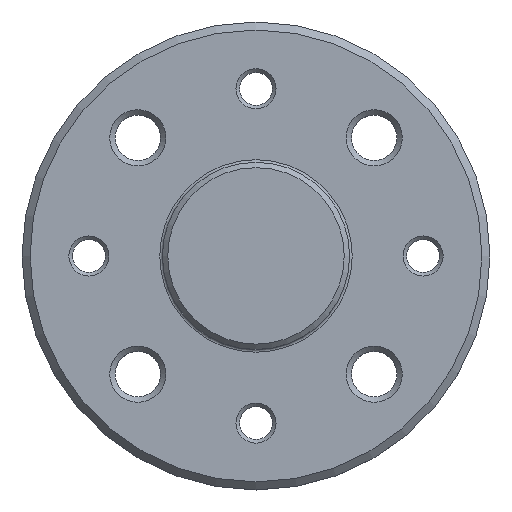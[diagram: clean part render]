
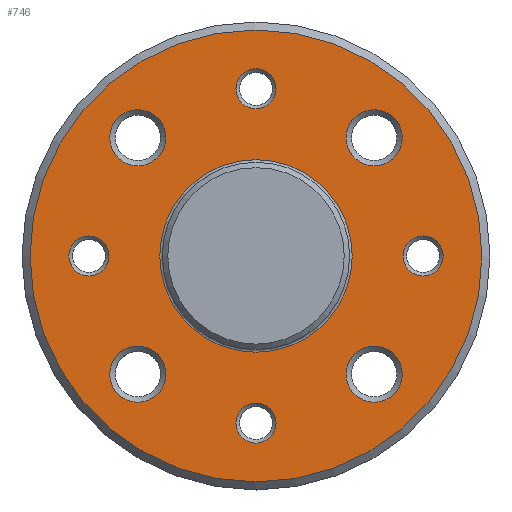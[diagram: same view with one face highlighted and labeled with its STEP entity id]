
A CAD part, top view. The second image highlights one B-rep face of the part: STEP entity #746.
In plain terms, the highlighted planar face has unit normal (0, 0, 1).
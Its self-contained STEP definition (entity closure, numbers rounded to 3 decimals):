
#92=PLANE('',#841);
#129=ORIENTED_EDGE('',*,*,#284,.F.);
#130=ORIENTED_EDGE('',*,*,#285,.F.);
#131=ORIENTED_EDGE('',*,*,#286,.T.);
#132=ORIENTED_EDGE('',*,*,#287,.T.);
#133=ORIENTED_EDGE('',*,*,#288,.T.);
#134=ORIENTED_EDGE('',*,*,#289,.T.);
#135=ORIENTED_EDGE('',*,*,#290,.F.);
#136=ORIENTED_EDGE('',*,*,#283,.T.);
#137=ORIENTED_EDGE('',*,*,#291,.F.);
#138=ORIENTED_EDGE('',*,*,#292,.F.);
#283=EDGE_CURVE('',#362,#362,#426,.T.);
#284=EDGE_CURVE('',#363,#363,#427,.T.);
#285=EDGE_CURVE('',#364,#364,#428,.F.);
#286=EDGE_CURVE('',#365,#365,#429,.T.);
#287=EDGE_CURVE('',#366,#366,#430,.T.);
#288=EDGE_CURVE('',#367,#367,#431,.T.);
#289=EDGE_CURVE('',#368,#368,#432,.T.);
#290=EDGE_CURVE('',#369,#369,#433,.T.);
#291=EDGE_CURVE('',#370,#370,#434,.T.);
#292=EDGE_CURVE('',#371,#371,#435,.T.);
#362=VERTEX_POINT('',#1275);
#363=VERTEX_POINT('',#1278);
#364=VERTEX_POINT('',#1280);
#365=VERTEX_POINT('',#1282);
#366=VERTEX_POINT('',#1284);
#367=VERTEX_POINT('',#1286);
#368=VERTEX_POINT('',#1288);
#369=VERTEX_POINT('',#1290);
#370=VERTEX_POINT('',#1292);
#371=VERTEX_POINT('',#1294);
#426=CIRCLE('',#840,7.2);
#427=CIRCLE('',#842,16.9);
#428=CIRCLE('',#843,1.5);
#429=CIRCLE('',#844,2.1);
#430=CIRCLE('',#845,2.1);
#431=CIRCLE('',#846,2.1);
#432=CIRCLE('',#847,2.1);
#433=CIRCLE('',#848,1.5);
#434=CIRCLE('',#849,1.5);
#435=CIRCLE('',#850,1.5);
#491=EDGE_LOOP('',(#129));
#492=EDGE_LOOP('',(#130));
#493=EDGE_LOOP('',(#131));
#494=EDGE_LOOP('',(#132));
#495=EDGE_LOOP('',(#133));
#496=EDGE_LOOP('',(#134));
#497=EDGE_LOOP('',(#135));
#498=EDGE_LOOP('',(#136));
#499=EDGE_LOOP('',(#137));
#500=EDGE_LOOP('',(#138));
#615=FACE_BOUND('',#491,.T.);
#616=FACE_BOUND('',#492,.T.);
#617=FACE_BOUND('',#493,.T.);
#618=FACE_BOUND('',#494,.T.);
#619=FACE_BOUND('',#495,.T.);
#620=FACE_BOUND('',#496,.T.);
#621=FACE_BOUND('',#497,.T.);
#622=FACE_BOUND('',#498,.T.);
#623=FACE_BOUND('',#499,.T.);
#624=FACE_BOUND('',#500,.T.);
#746=ADVANCED_FACE('',(#615,#616,#617,#618,#619,#620,#621,#622,#623,#624),
#92,.F.);
#840=AXIS2_PLACEMENT_3D('',#1274,#975,#976);
#841=AXIS2_PLACEMENT_3D('',#1276,#977,#978);
#842=AXIS2_PLACEMENT_3D('',#1277,#979,#980);
#843=AXIS2_PLACEMENT_3D('',#1279,#981,#982);
#844=AXIS2_PLACEMENT_3D('',#1281,#983,#984);
#845=AXIS2_PLACEMENT_3D('',#1283,#985,#986);
#846=AXIS2_PLACEMENT_3D('',#1285,#987,#988);
#847=AXIS2_PLACEMENT_3D('',#1287,#989,#990);
#848=AXIS2_PLACEMENT_3D('',#1289,#991,#992);
#849=AXIS2_PLACEMENT_3D('',#1291,#993,#994);
#850=AXIS2_PLACEMENT_3D('',#1293,#995,#996);
#975=DIRECTION('',(0.,0.,-1.));
#976=DIRECTION('',(0.,1.,0.));
#977=DIRECTION('',(0.,0.,-1.));
#978=DIRECTION('',(0.,1.,0.));
#979=DIRECTION('',(0.,0.,-1.));
#980=DIRECTION('',(0.,1.,0.));
#981=DIRECTION('',(0.,0.,-1.));
#982=DIRECTION('',(0.,1.,0.));
#983=DIRECTION('',(0.,0.,-1.));
#984=DIRECTION('',(-1.,0.,0.));
#985=DIRECTION('',(0.,0.,-1.));
#986=DIRECTION('',(-1.,0.,0.));
#987=DIRECTION('',(0.,0.,-1.));
#988=DIRECTION('',(-1.,0.,0.));
#989=DIRECTION('',(0.,0.,-1.));
#990=DIRECTION('',(-1.,0.,0.));
#991=DIRECTION('',(0.,0.,1.));
#992=DIRECTION('',(1.,0.,0.));
#993=DIRECTION('',(0.,0.,1.));
#994=DIRECTION('',(1.,0.,0.));
#995=DIRECTION('',(0.,0.,1.));
#996=DIRECTION('',(1.,0.,0.));
#1274=CARTESIAN_POINT('',(0.,0.,-3.));
#1275=CARTESIAN_POINT('',(0.,7.2,-3.));
#1276=CARTESIAN_POINT('',(0.,7.2,-3.));
#1277=CARTESIAN_POINT('',(0.,0.,-3.));
#1278=CARTESIAN_POINT('',(0.,16.9,-3.));
#1279=CARTESIAN_POINT('',(0.,12.5,-3.));
#1280=CARTESIAN_POINT('',(0.,14.,-3.));
#1281=CARTESIAN_POINT('',(-8.839,8.839,-3.));
#1282=CARTESIAN_POINT('',(-10.939,8.839,-3.));
#1283=CARTESIAN_POINT('',(-8.839,-8.839,-3.));
#1284=CARTESIAN_POINT('',(-10.939,-8.839,-3.));
#1285=CARTESIAN_POINT('',(8.839,-8.839,-3.));
#1286=CARTESIAN_POINT('',(6.739,-8.839,-3.));
#1287=CARTESIAN_POINT('',(8.839,8.839,-3.));
#1288=CARTESIAN_POINT('',(6.739,8.839,-3.));
#1289=CARTESIAN_POINT('',(12.5,0.,-3.));
#1290=CARTESIAN_POINT('',(14.,0.,-3.));
#1291=CARTESIAN_POINT('',(-12.5,0.,-3.));
#1292=CARTESIAN_POINT('',(-11.,0.,-3.));
#1293=CARTESIAN_POINT('',(0.,-12.5,-3.));
#1294=CARTESIAN_POINT('',(1.5,-12.5,-3.));
